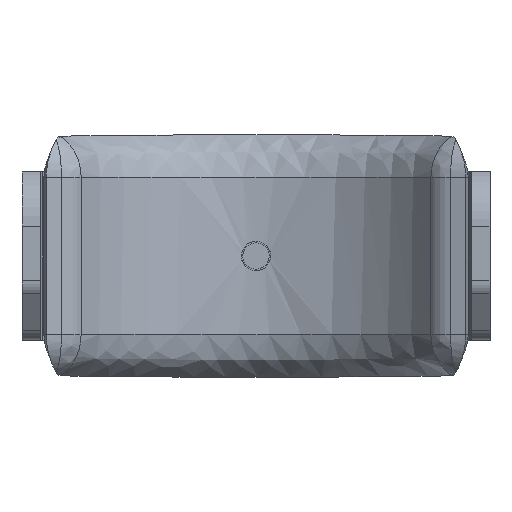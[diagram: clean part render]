
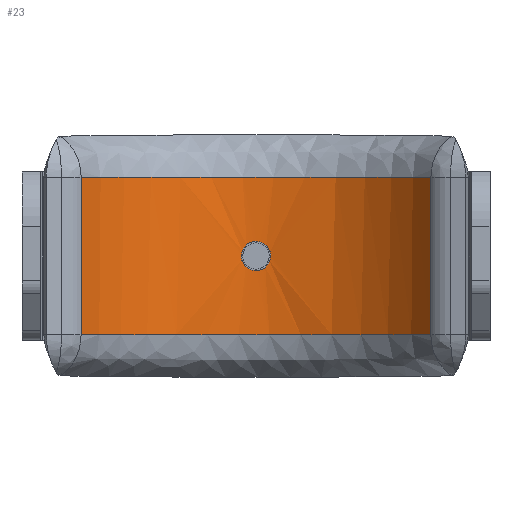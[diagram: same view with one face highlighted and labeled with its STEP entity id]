
A CAD part, front view. The second image highlights one B-rep face of the part: STEP entity #23.
In plain terms, the highlighted free-form (B-spline) face has degree [1, 2] with [2, 9] control points.
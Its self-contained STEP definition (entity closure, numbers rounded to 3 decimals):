
#23=ADVANCED_FACE('',(#318,#301),#4213,.T.);
#301=FACE_BOUND('',#598,.T.);
#318=FACE_OUTER_BOUND('',#597,.T.);
#597=EDGE_LOOP('',(#920,#921,#922,#923));
#598=EDGE_LOOP('',(#924,#925));
#920=ORIENTED_EDGE('',*,*,#2266,.F.);
#921=ORIENTED_EDGE('',*,*,#2264,.F.);
#922=ORIENTED_EDGE('',*,*,#2265,.F.);
#923=ORIENTED_EDGE('',*,*,#2267,.F.);
#924=ORIENTED_EDGE('',*,*,#2454,.F.);
#925=ORIENTED_EDGE('',*,*,#2450,.F.);
#2264=EDGE_CURVE('',#3616,#3617,#3453,.T.);
#2265=EDGE_CURVE('',#3618,#3616,#2936,.T.);
#2266=EDGE_CURVE('',#3617,#3619,#2937,.T.);
#2267=EDGE_CURVE('',#3619,#3618,#3454,.T.);
#2450=EDGE_CURVE('',#3716,#3719,#3093,.T.);
#2454=EDGE_CURVE('',#3719,#3716,#3094,.T.);
#2936=B_SPLINE_CURVE_WITH_KNOTS('',1,(#8937,#8938),.UNSPECIFIED.,.F.,.F.,
(2,2),(-21.484,0.),.UNSPECIFIED.);
#2937=B_SPLINE_CURVE_WITH_KNOTS('',1,(#8939,#8940),.UNSPECIFIED.,.F.,.F.,
(2,2),(0.,21.484),.UNSPECIFIED.);
#3093=B_SPLINE_CURVE_WITH_KNOTS('',3,(#10945,#10946,#10947,#10948,#10949,
#10950,#10951,#10952,#10953,#10954,#10955,#10956,#10957,#10958,#10959,#10960,
#10961,#10962,#10963,#10964,#10965,#10966,#10967,#10968,#10969,#10970,#10971),
 .UNSPECIFIED.,.F.,.F.,(4,2,2,2,2,2,3,2,2,2,2,2,4),(0.,0.394,
0.788,1.578,2.367,2.761,3.155,
3.549,3.943,4.733,5.522,5.916,
6.31),.UNSPECIFIED.);
#3094=B_SPLINE_CURVE_WITH_KNOTS('',3,(#10981,#10982,#10983,#10984,#10985,
#10986,#10987,#10988,#10989,#10990,#10991,#10992,#10993,#10994,#10995,#10996,
#10997,#10998,#10999,#11000,#11001,#11002,#11003,#11004,#11005,#11006,#11007),
 .UNSPECIFIED.,.F.,.F.,(4,2,2,2,2,2,3,2,2,2,2,2,4),(6.31,6.704,
7.098,7.888,8.678,9.072,9.466,
9.859,10.253,11.043,11.833,12.227,
12.621),.UNSPECIFIED.);
#3453=(
BOUNDED_CURVE()
B_SPLINE_CURVE(2,(#8932,#8933,#8934,#8935,#8936),.UNSPECIFIED.,.F.,.F.)
B_SPLINE_CURVE_WITH_KNOTS((3,2,3),(0.,28.114,56.227),
 .UNSPECIFIED.)
CURVE()
GEOMETRIC_REPRESENTATION_ITEM()
RATIONAL_B_SPLINE_CURVE((1.,0.885,1.,0.885,1.))
REPRESENTATION_ITEM('')
);
#3454=(
BOUNDED_CURVE()
B_SPLINE_CURVE(2,(#8941,#8942,#8943,#8944,#8945),.UNSPECIFIED.,.F.,.F.)
B_SPLINE_CURVE_WITH_KNOTS((3,2,3),(-56.227,-28.114,
0.),.UNSPECIFIED.)
CURVE()
GEOMETRIC_REPRESENTATION_ITEM()
RATIONAL_B_SPLINE_CURVE((1.,0.885,1.,0.885,1.))
REPRESENTATION_ITEM('')
);
#3616=VERTEX_POINT('',#8155);
#3617=VERTEX_POINT('',#8156);
#3618=VERTEX_POINT('',#8157);
#3619=VERTEX_POINT('',#8158);
#3716=VERTEX_POINT('',#8255);
#3719=VERTEX_POINT('',#8258);
#4213=(
BOUNDED_SURFACE()
B_SPLINE_SURFACE(1,2,((#4719,#4720,#4721,#4722,#4723,#4724,#4725,#4726,
#4727),(#4728,#4729,#4730,#4731,#4732,#4733,#4734,#4735,#4736)),
 .UNSPECIFIED.,.F.,.F.,.F.)
B_SPLINE_SURFACE_WITH_KNOTS((2,2),(3,2,2,2,3),(0.,25.783),(0.,45.553,
91.106,136.659,182.212),.UNSPECIFIED.)
GEOMETRIC_REPRESENTATION_ITEM()
RATIONAL_B_SPLINE_SURFACE(((1.,0.707,1.,0.707,1.,
0.707,1.,0.707,1.),(1.,0.707,1.,0.707,
1.,0.707,1.,0.707,1.)))
REPRESENTATION_ITEM('')
SURFACE()
);
#4719=CARTESIAN_POINT('',(29.,-38.95,-1.392));
#4720=CARTESIAN_POINT('',(29.,-9.95,-1.392));
#4721=CARTESIAN_POINT('',(0.,-9.95,-1.392));
#4722=CARTESIAN_POINT('',(-29.,-9.95,-1.392));
#4723=CARTESIAN_POINT('',(-29.,-38.95,-1.392));
#4724=CARTESIAN_POINT('',(-29.,-67.95,-1.392));
#4725=CARTESIAN_POINT('',(0.,-67.95,-1.392));
#4726=CARTESIAN_POINT('',(29.,-67.95,-1.392));
#4727=CARTESIAN_POINT('',(29.,-38.95,-1.392));
#4728=CARTESIAN_POINT('',(29.,-38.95,24.392));
#4729=CARTESIAN_POINT('',(29.,-9.95,24.392));
#4730=CARTESIAN_POINT('',(0.,-9.95,24.392));
#4731=CARTESIAN_POINT('',(-29.,-9.95,24.392));
#4732=CARTESIAN_POINT('',(-29.,-38.95,24.392));
#4733=CARTESIAN_POINT('',(-29.,-67.95,24.392));
#4734=CARTESIAN_POINT('',(0.,-67.95,24.392));
#4735=CARTESIAN_POINT('',(29.,-67.95,24.392));
#4736=CARTESIAN_POINT('',(29.,-38.95,24.392));
#8155=CARTESIAN_POINT('',(23.912,-22.543,0.758));
#8156=CARTESIAN_POINT('',(-23.912,-22.543,0.758));
#8157=CARTESIAN_POINT('',(23.912,-22.543,22.242));
#8158=CARTESIAN_POINT('',(-23.912,-22.543,22.242));
#8255=CARTESIAN_POINT('',(0.,-9.95,13.5));
#8258=CARTESIAN_POINT('',(0.,-9.95,9.5));
#8932=CARTESIAN_POINT('',(23.912,-22.543,0.758));
#8933=CARTESIAN_POINT('',(15.272,-9.95,0.758));
#8934=CARTESIAN_POINT('',(0.,-9.95,0.758));
#8935=CARTESIAN_POINT('',(-15.272,-9.95,0.758));
#8936=CARTESIAN_POINT('',(-23.912,-22.543,0.758));
#8937=CARTESIAN_POINT('',(23.912,-22.543,22.242));
#8938=CARTESIAN_POINT('',(23.912,-22.543,0.758));
#8939=CARTESIAN_POINT('',(-23.912,-22.543,0.758));
#8940=CARTESIAN_POINT('',(-23.912,-22.543,22.242));
#8941=CARTESIAN_POINT('',(-23.912,-22.543,22.242));
#8942=CARTESIAN_POINT('',(-15.272,-9.95,22.242));
#8943=CARTESIAN_POINT('',(0.,-9.95,22.242));
#8944=CARTESIAN_POINT('',(15.272,-9.95,22.242));
#8945=CARTESIAN_POINT('',(23.912,-22.543,22.242));
#10945=CARTESIAN_POINT('',(0.,-9.95,13.5));
#10946=CARTESIAN_POINT('',(-0.131,-9.95,13.5));
#10947=CARTESIAN_POINT('',(-0.262,-9.951,13.487));
#10948=CARTESIAN_POINT('',(-0.519,-9.954,13.436));
#10949=CARTESIAN_POINT('',(-0.644,-9.957,13.398));
#10950=CARTESIAN_POINT('',(-1.008,-9.966,13.247));
#10951=CARTESIAN_POINT('',(-1.229,-9.975,13.1));
#10952=CARTESIAN_POINT('',(-1.6,-9.994,12.729));
#10953=CARTESIAN_POINT('',(-1.747,-10.002,12.508));
#10954=CARTESIAN_POINT('',(-1.898,-10.012,12.144));
#10955=CARTESIAN_POINT('',(-1.936,-10.015,12.019));
#10956=CARTESIAN_POINT('',(-1.987,-10.018,11.762));
#10957=CARTESIAN_POINT('',(-2.,-10.019,11.631));
#10958=CARTESIAN_POINT('',(-2.,-10.019,11.5));
#10959=CARTESIAN_POINT('',(-2.,-10.019,11.369));
#10960=CARTESIAN_POINT('',(-1.987,-10.018,11.238));
#10961=CARTESIAN_POINT('',(-1.936,-10.015,10.981));
#10962=CARTESIAN_POINT('',(-1.898,-10.012,10.856));
#10963=CARTESIAN_POINT('',(-1.747,-10.002,10.492));
#10964=CARTESIAN_POINT('',(-1.6,-9.994,10.271));
#10965=CARTESIAN_POINT('',(-1.229,-9.975,9.9));
#10966=CARTESIAN_POINT('',(-1.008,-9.966,9.753));
#10967=CARTESIAN_POINT('',(-0.644,-9.957,9.602));
#10968=CARTESIAN_POINT('',(-0.519,-9.954,9.564));
#10969=CARTESIAN_POINT('',(-0.262,-9.951,9.513));
#10970=CARTESIAN_POINT('',(-0.131,-9.95,9.5));
#10971=CARTESIAN_POINT('',(0.,-9.95,9.5));
#10981=CARTESIAN_POINT('',(0.,-9.95,9.5));
#10982=CARTESIAN_POINT('',(0.131,-9.95,9.5));
#10983=CARTESIAN_POINT('',(0.262,-9.951,9.513));
#10984=CARTESIAN_POINT('',(0.519,-9.954,9.564));
#10985=CARTESIAN_POINT('',(0.644,-9.957,9.602));
#10986=CARTESIAN_POINT('',(1.008,-9.966,9.753));
#10987=CARTESIAN_POINT('',(1.229,-9.975,9.9));
#10988=CARTESIAN_POINT('',(1.6,-9.994,10.271));
#10989=CARTESIAN_POINT('',(1.747,-10.002,10.492));
#10990=CARTESIAN_POINT('',(1.898,-10.012,10.856));
#10991=CARTESIAN_POINT('',(1.936,-10.015,10.981));
#10992=CARTESIAN_POINT('',(1.987,-10.018,11.238));
#10993=CARTESIAN_POINT('',(2.,-10.019,11.369));
#10994=CARTESIAN_POINT('',(2.,-10.019,11.5));
#10995=CARTESIAN_POINT('',(2.,-10.019,11.631));
#10996=CARTESIAN_POINT('',(1.987,-10.018,11.762));
#10997=CARTESIAN_POINT('',(1.936,-10.015,12.019));
#10998=CARTESIAN_POINT('',(1.898,-10.012,12.144));
#10999=CARTESIAN_POINT('',(1.747,-10.002,12.508));
#11000=CARTESIAN_POINT('',(1.6,-9.994,12.729));
#11001=CARTESIAN_POINT('',(1.229,-9.975,13.1));
#11002=CARTESIAN_POINT('',(1.008,-9.966,13.247));
#11003=CARTESIAN_POINT('',(0.644,-9.957,13.398));
#11004=CARTESIAN_POINT('',(0.519,-9.954,13.436));
#11005=CARTESIAN_POINT('',(0.262,-9.951,13.487));
#11006=CARTESIAN_POINT('',(0.131,-9.95,13.5));
#11007=CARTESIAN_POINT('',(0.,-9.95,13.5));
